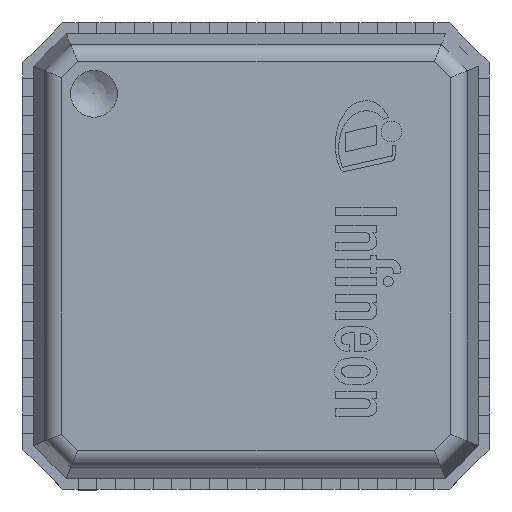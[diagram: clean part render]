
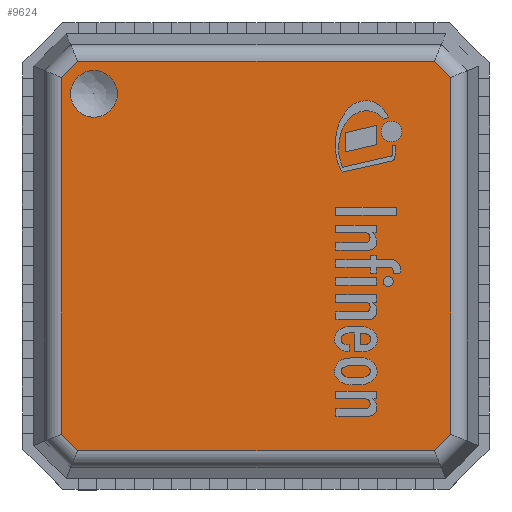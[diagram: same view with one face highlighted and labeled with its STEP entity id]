
A CAD part, top view. The second image highlights one B-rep face of the part: STEP entity #9624.
In plain terms, the highlighted planar face has unit normal (0, 0, 1).
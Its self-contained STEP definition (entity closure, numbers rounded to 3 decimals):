
#95=FACE_BOUND('',#1393,.T.);
#197=CIRCLE('',#10318,0.25);
#815=FACE_OUTER_BOUND('',#1392,.T.);
#1392=EDGE_LOOP('',(#7809,#7810,#7811,#7812,#7813,#7814,#7815,#7816));
#1393=EDGE_LOOP('',(#7817));
#2320=LINE('',#15349,#3437);
#2322=LINE('',#15357,#3439);
#2324=LINE('',#15363,#3441);
#2327=LINE('',#15371,#3444);
#2329=LINE('',#15377,#3446);
#2331=LINE('',#15383,#3448);
#2333=LINE('',#15389,#3450);
#2335=LINE('',#15393,#3452);
#3437=VECTOR('',#12115,1.);
#3439=VECTOR('',#12123,1.);
#3441=VECTOR('',#12129,1.);
#3444=VECTOR('',#12136,1.);
#3446=VECTOR('',#12142,1.);
#3448=VECTOR('',#12148,1.);
#3450=VECTOR('',#12154,1.);
#3452=VECTOR('',#12160,1.);
#4426=VERTEX_POINT('',#15344);
#4427=VERTEX_POINT('',#15347);
#4428=VERTEX_POINT('',#15348);
#4431=VERTEX_POINT('',#15356);
#4433=VERTEX_POINT('',#15362);
#4436=VERTEX_POINT('',#15370);
#4438=VERTEX_POINT('',#15376);
#4440=VERTEX_POINT('',#15382);
#4442=VERTEX_POINT('',#15388);
#5599=EDGE_CURVE('',#4426,#4426,#197,.T.);
#5600=EDGE_CURVE('',#4427,#4428,#2320,.T.);
#5604=EDGE_CURVE('',#4428,#4431,#2322,.T.);
#5607=EDGE_CURVE('',#4431,#4433,#2324,.T.);
#5611=EDGE_CURVE('',#4433,#4436,#2327,.T.);
#5614=EDGE_CURVE('',#4436,#4438,#2329,.T.);
#5617=EDGE_CURVE('',#4438,#4440,#2331,.T.);
#5620=EDGE_CURVE('',#4440,#4442,#2333,.T.);
#5623=EDGE_CURVE('',#4442,#4427,#2335,.T.);
#7809=ORIENTED_EDGE('',*,*,#5600,.F.);
#7810=ORIENTED_EDGE('',*,*,#5623,.F.);
#7811=ORIENTED_EDGE('',*,*,#5620,.F.);
#7812=ORIENTED_EDGE('',*,*,#5617,.F.);
#7813=ORIENTED_EDGE('',*,*,#5614,.F.);
#7814=ORIENTED_EDGE('',*,*,#5611,.F.);
#7815=ORIENTED_EDGE('',*,*,#5607,.F.);
#7816=ORIENTED_EDGE('',*,*,#5604,.F.);
#7817=ORIENTED_EDGE('',*,*,#5599,.T.);
#9104=PLANE('',#10339);
#9624=ADVANCED_FACE('',(#815,#95),#9104,.T.);
#10318=AXIS2_PLACEMENT_3D('',#15345,#12111,#12112);
#10339=AXIS2_PLACEMENT_3D('',#15412,#12178,#12179);
#12111=DIRECTION('center_axis',(0.,0.,-1.));
#12112=DIRECTION('ref_axis',(0.,-1.,0.));
#12115=DIRECTION('',(0.,-1.,0.));
#12123=DIRECTION('',(-0.707,-0.707,0.));
#12129=DIRECTION('',(-1.,0.,0.));
#12136=DIRECTION('',(-0.707,0.707,0.));
#12142=DIRECTION('',(0.,1.,0.));
#12148=DIRECTION('',(0.707,0.707,0.));
#12154=DIRECTION('',(1.,0.,0.));
#12160=DIRECTION('',(0.707,-0.707,0.));
#12178=DIRECTION('center_axis',(0.,0.,1.));
#12179=DIRECTION('ref_axis',(1.,0.,0.));
#15344=CARTESIAN_POINT('',(-1.731,1.481,0.9));
#15345=CARTESIAN_POINT('Origin',(-1.731,1.731,0.9));
#15347=CARTESIAN_POINT('',(2.08,1.906,0.9));
#15348=CARTESIAN_POINT('',(2.08,-1.906,0.9));
#15349=CARTESIAN_POINT('',(2.08,1.014,0.9));
#15356=CARTESIAN_POINT('',(1.906,-2.08,0.9));
#15357=CARTESIAN_POINT('',(2.08,-1.907,0.9));
#15362=CARTESIAN_POINT('',(-1.906,-2.08,0.9));
#15363=CARTESIAN_POINT('',(1.014,-2.08,0.9));
#15370=CARTESIAN_POINT('',(-2.08,-1.906,0.9));
#15371=CARTESIAN_POINT('',(-1.907,-2.08,0.9));
#15376=CARTESIAN_POINT('',(-2.08,1.906,0.9));
#15377=CARTESIAN_POINT('',(-2.08,-1.014,0.9));
#15382=CARTESIAN_POINT('',(-1.906,2.08,0.9));
#15383=CARTESIAN_POINT('',(-2.08,1.907,0.9));
#15388=CARTESIAN_POINT('',(1.906,2.08,0.9));
#15389=CARTESIAN_POINT('',(-1.014,2.08,0.9));
#15393=CARTESIAN_POINT('',(1.907,2.08,0.9));
#15412=CARTESIAN_POINT('Origin',(0.,0.,0.9));
